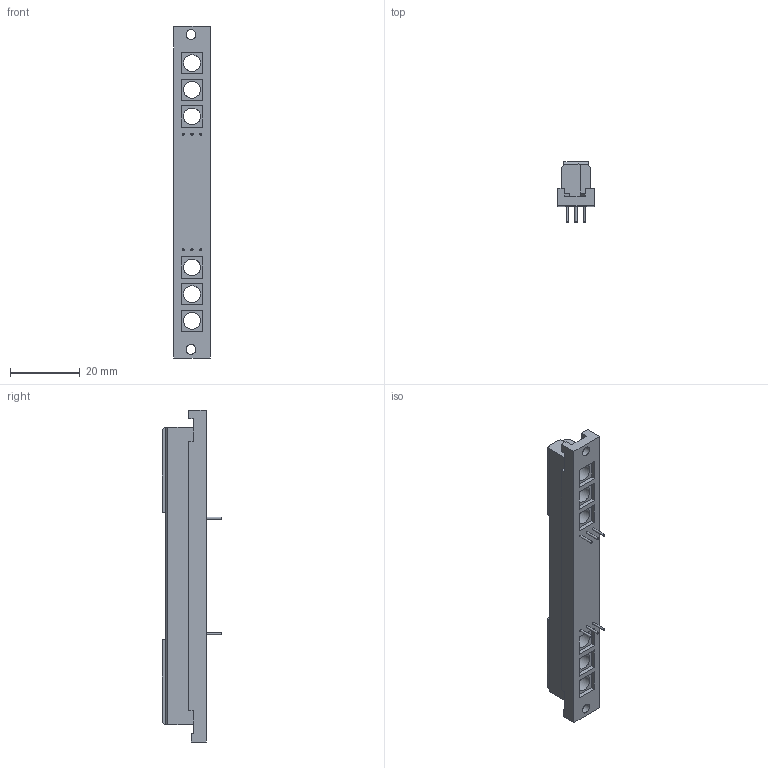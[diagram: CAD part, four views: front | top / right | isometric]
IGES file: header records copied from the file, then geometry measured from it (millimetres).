
Global section: file name: 0903_DIN_har-bus_M42_flat_straight_female_42_pole.igs; preprocessor: I-DEAS 3D IGES Translator 10; date: 20040804.081102; units: millimetre
Bounding box: 10.5 x 17.1 x 94.9 mm (x, y, z)
Volume: 8262 mm3; surface area: 5435.8 mm2
Topology: 1 solids, 1 shells, 138 faces, 346 edges, 228 vertices
Faces by surface type: bspline 138
